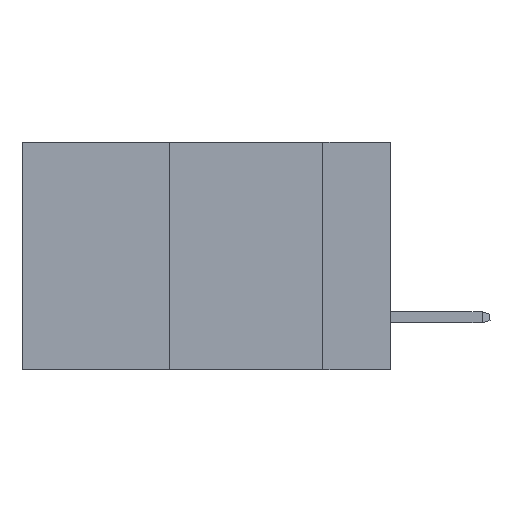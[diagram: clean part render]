
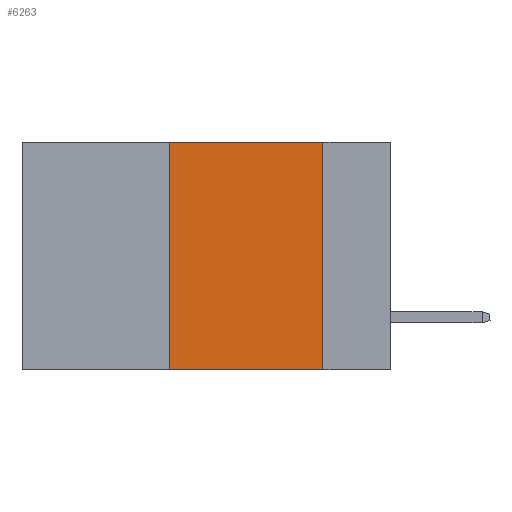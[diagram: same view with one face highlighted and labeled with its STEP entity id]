
A CAD part, left-side view. The second image highlights one B-rep face of the part: STEP entity #6263.
In plain terms, the highlighted planar face has unit normal (-1, 0, 0).
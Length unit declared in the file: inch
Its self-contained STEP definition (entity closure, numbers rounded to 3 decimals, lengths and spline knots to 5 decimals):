
#609 = LINE ( 'NONE', #12476, #9205 ) ;
#697 = ORIENTED_EDGE ( 'NONE', *, *, #8163, .F. ) ;
#1425 = EDGE_LOOP ( 'NONE', ( #4262, #697, #2390, #9883 ) ) ;
#1527 = DIRECTION ( 'NONE',  ( 0., 0., -1. ) ) ;
#1885 = VERTEX_POINT ( 'NONE', #10827 ) ;
#2390 = ORIENTED_EDGE ( 'NONE', *, *, #7447, .F. ) ;
#3445 = DIRECTION ( 'NONE',  ( 0., 0., 1. ) ) ;
#3701 = VERTEX_POINT ( 'NONE', #6211 ) ;
#3960 = DIRECTION ( 'NONE',  ( 0., -1., 0. ) ) ;
#4262 = ORIENTED_EDGE ( 'NONE', *, *, #8459, .F. ) ;
#4404 = VERTEX_POINT ( 'NONE', #5125 ) ;
#4442 = PLANE ( 'NONE',  #5250 ) ;
#4461 = LINE ( 'NONE', #9365, #5390 ) ;
#4515 = VECTOR ( 'NONE', #12075, 39.37008 ) ;
#5125 = CARTESIAN_POINT ( 'NONE',  ( 0., 0.36, -0.37 ) ) ;
#5250 = AXIS2_PLACEMENT_3D ( 'NONE', #12265, #7430, #1527 ) ;
#5390 = VECTOR ( 'NONE', #3445, 39.37008 ) ;
#5577 = DIRECTION ( 'NONE',  ( 0., 0., -1. ) ) ;
#6211 = CARTESIAN_POINT ( 'NONE',  ( 0., 0.36, 0. ) ) ;
#6263 = ADVANCED_FACE ( 'NONE', ( #11958 ), #4442, .F. ) ;
#7263 = VECTOR ( 'NONE', #3960, 39.37008 ) ;
#7430 = DIRECTION ( 'NONE',  ( 1., 0., 0. ) ) ;
#7447 = EDGE_CURVE ( 'NONE', #4404, #3701, #4461, .T. ) ;
#8163 = EDGE_CURVE ( 'NONE', #3701, #9531, #8322, .T. ) ;
#8322 = LINE ( 'NONE', #8994, #7263 ) ;
#8459 = EDGE_CURVE ( 'NONE', #9531, #1885, #609, .T. ) ;
#8994 = CARTESIAN_POINT ( 'NONE',  ( 0., 0.6, 0. ) ) ;
#9205 = VECTOR ( 'NONE', #5577, 39.37008 ) ;
#9365 = CARTESIAN_POINT ( 'NONE',  ( 0., 0.36, 0. ) ) ;
#9531 = VERTEX_POINT ( 'NONE', #11329 ) ;
#9883 = ORIENTED_EDGE ( 'NONE', *, *, #11042, .T. ) ;
#10112 = CARTESIAN_POINT ( 'NONE',  ( 0., 0.6, -0.37 ) ) ;
#10827 = CARTESIAN_POINT ( 'NONE',  ( 0., 0.11, -0.37 ) ) ;
#11042 = EDGE_CURVE ( 'NONE', #4404, #1885, #12629, .T. ) ;
#11329 = CARTESIAN_POINT ( 'NONE',  ( 0., 0.11, 0. ) ) ;
#11958 = FACE_OUTER_BOUND ( 'NONE', #1425, .T. ) ;
#12075 = DIRECTION ( 'NONE',  ( 0., -1., 0. ) ) ;
#12265 = CARTESIAN_POINT ( 'NONE',  ( 0., 0.6, 0. ) ) ;
#12476 = CARTESIAN_POINT ( 'NONE',  ( 0., 0.11, 0. ) ) ;
#12629 = LINE ( 'NONE', #10112, #4515 ) ;
